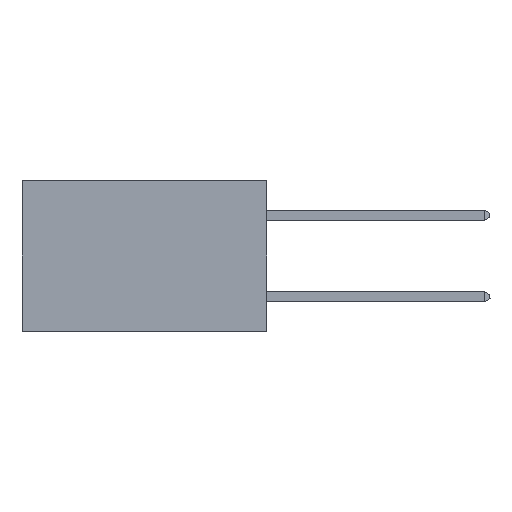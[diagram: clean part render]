
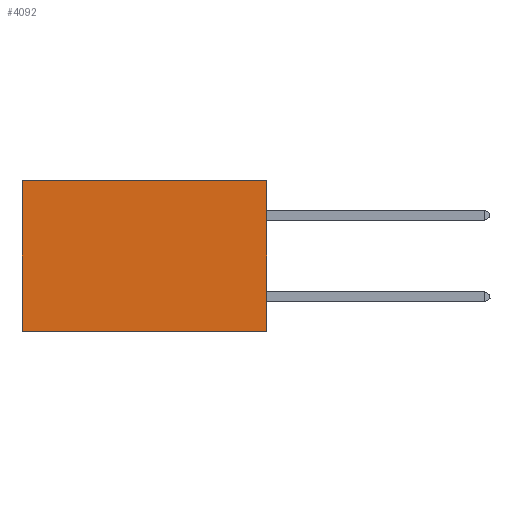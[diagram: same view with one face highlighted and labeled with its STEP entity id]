
A CAD part, left-side view. The second image highlights one B-rep face of the part: STEP entity #4092.
In plain terms, the highlighted planar face has unit normal (-1, 0, 0).
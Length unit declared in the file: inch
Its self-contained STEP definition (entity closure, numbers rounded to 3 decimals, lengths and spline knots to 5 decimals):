
#368 = ORIENTED_EDGE ( 'NONE', *, *, #6735, .F. ) ;
#374 = VECTOR ( 'NONE', #4815, 39.37008 ) ;
#401 = DIRECTION ( 'NONE',  ( 0., 0., -1. ) ) ;
#550 = FACE_OUTER_BOUND ( 'NONE', #4717, .T. ) ;
#1231 = CARTESIAN_POINT ( 'NONE',  ( 0.2875, 0., 0. ) ) ;
#1275 = VECTOR ( 'NONE', #9353, 39.37008 ) ;
#1510 = CARTESIAN_POINT ( 'NONE',  ( 0.2875, 0.6, 0. ) ) ;
#1561 = CARTESIAN_POINT ( 'NONE',  ( 0.2875, 0., -0.37 ) ) ;
#1800 = AXIS2_PLACEMENT_3D ( 'NONE', #1231, #2919, #8640 ) ;
#1929 = VERTEX_POINT ( 'NONE', #6442 ) ;
#2344 = CARTESIAN_POINT ( 'NONE',  ( 0.2875, 0., -0.37 ) ) ;
#2791 = CARTESIAN_POINT ( 'NONE',  ( 0.2875, 0., 0. ) ) ;
#2919 = DIRECTION ( 'NONE',  ( 1., 0., 0. ) ) ;
#3359 = CARTESIAN_POINT ( 'NONE',  ( 0.2875, 0.6, 0. ) ) ;
#3446 = VERTEX_POINT ( 'NONE', #10276 ) ;
#4092 = ADVANCED_FACE ( 'NONE', ( #550 ), #7817, .F. ) ;
#4480 = VERTEX_POINT ( 'NONE', #3359 ) ;
#4698 = LINE ( 'NONE', #1561, #374 ) ;
#4717 = EDGE_LOOP ( 'NONE', ( #9919, #368, #9734, #10418 ) ) ;
#4815 = DIRECTION ( 'NONE',  ( 0., 1., 0. ) ) ;
#5322 = LINE ( 'NONE', #1510, #9703 ) ;
#6431 = EDGE_CURVE ( 'NONE', #1929, #4480, #9975, .T. ) ;
#6442 = CARTESIAN_POINT ( 'NONE',  ( 0.2875, 0., 0. ) ) ;
#6735 = EDGE_CURVE ( 'NONE', #10248, #3446, #4698, .T. ) ;
#7199 = DIRECTION ( 'NONE',  ( 0., 0., -1. ) ) ;
#7328 = EDGE_CURVE ( 'NONE', #4480, #3446, #5322, .T. ) ;
#7653 = EDGE_CURVE ( 'NONE', #1929, #10248, #10581, .T. ) ;
#7817 = PLANE ( 'NONE',  #1800 ) ;
#8373 = VECTOR ( 'NONE', #401, 39.37008 ) ;
#8640 = DIRECTION ( 'NONE',  ( 0., 0., -1. ) ) ;
#9353 = DIRECTION ( 'NONE',  ( 0., 1., 0. ) ) ;
#9370 = CARTESIAN_POINT ( 'NONE',  ( 0.2875, 0., 0. ) ) ;
#9703 = VECTOR ( 'NONE', #7199, 39.37008 ) ;
#9734 = ORIENTED_EDGE ( 'NONE', *, *, #7653, .F. ) ;
#9919 = ORIENTED_EDGE ( 'NONE', *, *, #7328, .T. ) ;
#9975 = LINE ( 'NONE', #2791, #1275 ) ;
#10248 = VERTEX_POINT ( 'NONE', #2344 ) ;
#10276 = CARTESIAN_POINT ( 'NONE',  ( 0.2875, 0.6, -0.37 ) ) ;
#10418 = ORIENTED_EDGE ( 'NONE', *, *, #6431, .T. ) ;
#10581 = LINE ( 'NONE', #9370, #8373 ) ;
